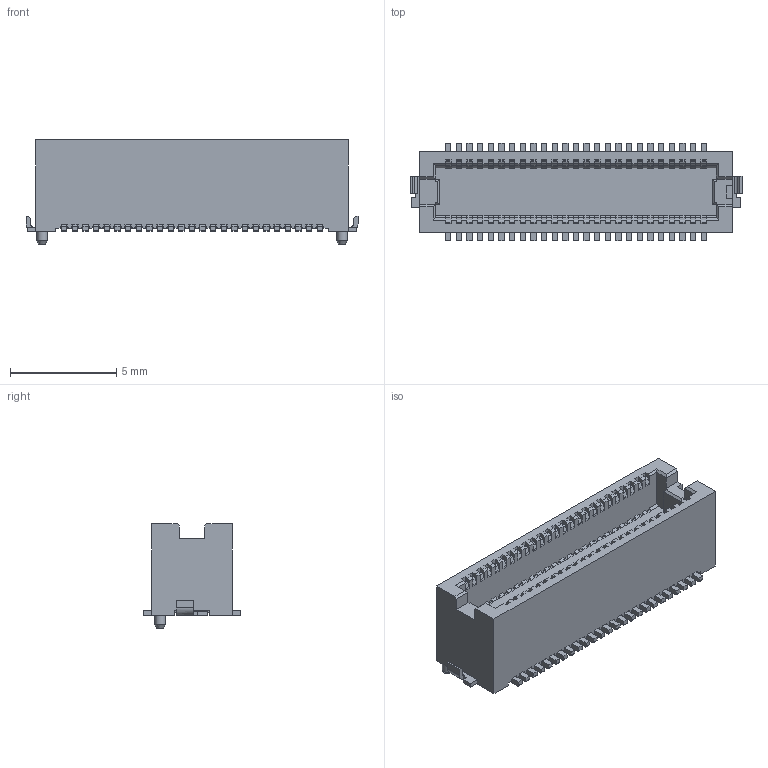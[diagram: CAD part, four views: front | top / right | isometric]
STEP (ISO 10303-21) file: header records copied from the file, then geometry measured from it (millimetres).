
FILE_DESCRIPTION(/* description */ (''),/* implementation_level */ '2;1');
FILE_NAME(/* name */ 'DF12(5.0)-50DP.step',/* time_stamp */ '2019-05-13T13:14:52+10:00',/* author */ (''),/* organization */ (''),/* preprocessor_version */ 'ST-DEVELOPER v18',/* originating_system */ 'Autodesk Translation Framework v8.2.0.1029',/* authorisation */ '');
FILE_SCHEMA (('AUTOMOTIVE_DESIGN { 1 0 10303 214 3 1 1 }'));
Products named in the file (1): (Unsaved)
Bounding box: 15.6 x 4.6 x 4.9 mm (x, y, z)
Volume: 163.5 mm3; surface area: 743.7 mm2
Topology: 1 solids, 1 shells, 2118 faces, 6211 edges, 4099 vertices
Faces by surface type: plane 1756, cylinder 360, cone 2
Full cylindrical faces by diameter (mm): 0.5 x2
Entity records: 69404 total; most frequent: CARTESIAN_POINT 12429, ORIENTED_EDGE 12422, DIRECTION 11178, EDGE_CURVE 6211, LINE 5482, VECTOR 5482, VERTEX_POINT 4099, AXIS2_PLACEMENT_3D 2848
